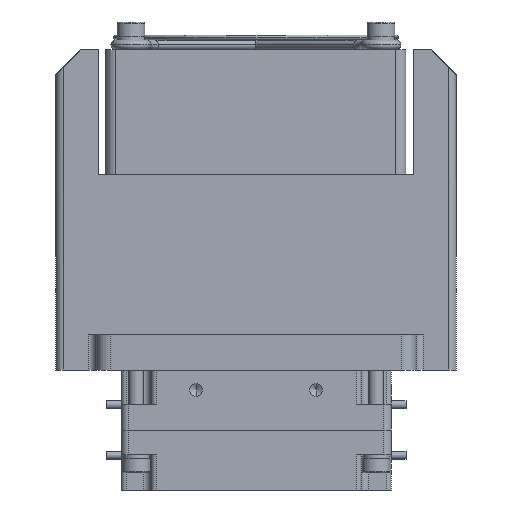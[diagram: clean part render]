
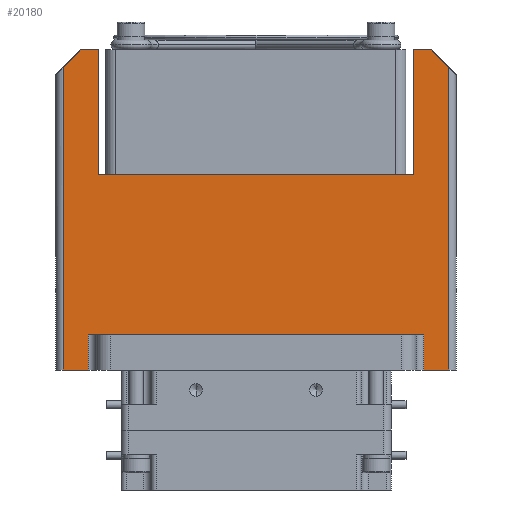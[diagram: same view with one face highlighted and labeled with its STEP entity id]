
A CAD part, front view. The second image highlights one B-rep face of the part: STEP entity #20180.
In plain terms, the highlighted planar face has unit normal (0, -1, 0).
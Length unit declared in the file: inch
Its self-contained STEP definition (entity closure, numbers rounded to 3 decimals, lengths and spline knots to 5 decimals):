
#1188 = CARTESIAN_POINT ( 'NONE',  ( 2.43569, -1.2949, 0.23622 ) ) ;
#3341 = CARTESIAN_POINT ( 'NONE',  ( -0.65486, -1.2949, 2.75591 ) ) ;
#3908 = VERTEX_POINT ( 'NONE', #16606 ) ;
#4172 = ORIENTED_EDGE ( 'NONE', *, *, #31308, .F. ) ;
#5000 = EDGE_CURVE ( 'NONE', #51180, #19364, #10980, .T. ) ;
#5359 = EDGE_CURVE ( 'NONE', #19353, #46375, #25267, .T. ) ;
#7116 = VECTOR ( 'NONE', #51531, 39.37008 ) ;
#7494 = VECTOR ( 'NONE', #29260, 39.37008 ) ;
#7919 = VERTEX_POINT ( 'NONE', #21598 ) ;
#9088 = EDGE_CURVE ( 'NONE', #19353, #17609, #59126, .T. ) ;
#9093 = VECTOR ( 'NONE', #16418, 39.37008 ) ;
#10303 = VECTOR ( 'NONE', #42539, 39.37008 ) ;
#10980 = LINE ( 'NONE', #26640, #7116 ) ;
#11687 = VECTOR ( 'NONE', #58514, 39.37008 ) ;
#11726 = CARTESIAN_POINT ( 'NONE',  ( 2.43569, -1.2949, 2.75591 ) ) ;
#12836 = DIRECTION ( 'NONE',  ( -1., 0., 0. ) ) ;
#12972 = LINE ( 'NONE', #27333, #54562 ) ;
#13348 = ORIENTED_EDGE ( 'NONE', *, *, #5359, .F. ) ;
#14925 = CARTESIAN_POINT ( 'NONE',  ( 2.17978, -1.2949, 0.51181 ) ) ;
#14972 = CARTESIAN_POINT ( 'NONE',  ( -0.45801, -1.2949, 2.75591 ) ) ;
#16123 = CARTESIAN_POINT ( 'NONE',  ( 2.17978, -1.2949, 0.23622 ) ) ;
#16418 = DIRECTION ( 'NONE',  ( -1., 0., 0. ) ) ;
#16606 = CARTESIAN_POINT ( 'NONE',  ( 2.37663, -1.2949, 2.61811 ) ) ;
#16785 = VECTOR ( 'NONE', #23781, 39.37008 ) ;
#17084 = VECTOR ( 'NONE', #46847, 39.37008 ) ;
#17394 = LINE ( 'NONE', #21334, #26739 ) ;
#17609 = VERTEX_POINT ( 'NONE', #20275 ) ;
#18127 = AXIS2_PLACEMENT_3D ( 'NONE', #11726, #52277, #36577 ) ;
#19353 = VERTEX_POINT ( 'NONE', #21483 ) ;
#19364 = VERTEX_POINT ( 'NONE', #41420 ) ;
#19578 = VERTEX_POINT ( 'NONE', #26359 ) ;
#19858 = LINE ( 'NONE', #14972, #16785 ) ;
#20180 = ADVANCED_FACE ( 'NONE', ( #54921 ), #60137, .T. ) ;
#20275 = CARTESIAN_POINT ( 'NONE',  ( -0.65486, -1.2949, 0.23622 ) ) ;
#21334 = CARTESIAN_POINT ( 'NONE',  ( -0.37927, -1.2949, 1.77165 ) ) ;
#21483 = CARTESIAN_POINT ( 'NONE',  ( -0.65486, -1.2949, 2.61811 ) ) ;
#21598 = CARTESIAN_POINT ( 'NONE',  ( 2.23884, -1.2949, 2.75591 ) ) ;
#21983 = EDGE_CURVE ( 'NONE', #7919, #54046, #39104, .T. ) ;
#22288 = DIRECTION ( 'NONE',  ( 0., 0., 1. ) ) ;
#23542 = ORIENTED_EDGE ( 'NONE', *, *, #41907, .F. ) ;
#23609 = CARTESIAN_POINT ( 'NONE',  ( 2.43569, -1.2949, 0.23622 ) ) ;
#23781 = DIRECTION ( 'NONE',  ( 0., 0., -1. ) ) ;
#24110 = DIRECTION ( 'NONE',  ( -1., 0., 0. ) ) ;
#25267 = LINE ( 'NONE', #40905, #36363 ) ;
#26234 = DIRECTION ( 'NONE',  ( 0.707, 0., 0.707 ) ) ;
#26359 = CARTESIAN_POINT ( 'NONE',  ( 2.37663, -1.2949, 0.23622 ) ) ;
#26640 = CARTESIAN_POINT ( 'NONE',  ( 2.43569, -1.2949, 0.51181 ) ) ;
#26739 = VECTOR ( 'NONE', #22288, 39.37008 ) ;
#27333 = CARTESIAN_POINT ( 'NONE',  ( 2.17978, -1.2949, 2.75591 ) ) ;
#28651 = VERTEX_POINT ( 'NONE', #29395 ) ;
#29079 = DIRECTION ( 'NONE',  ( -0.707, 0., 0.707 ) ) ;
#29260 = DIRECTION ( 'NONE',  ( -1., 0., 0. ) ) ;
#29395 = CARTESIAN_POINT ( 'NONE',  ( -0.37927, -1.2949, 2.75591 ) ) ;
#29561 = ORIENTED_EDGE ( 'NONE', *, *, #59541, .F. ) ;
#31308 = EDGE_CURVE ( 'NONE', #51057, #54046, #43452, .T. ) ;
#31512 = CARTESIAN_POINT ( 'NONE',  ( -0.45801, -1.2949, 0.23622 ) ) ;
#33616 = CARTESIAN_POINT ( 'NONE',  ( 2.43569, -1.2949, 2.75591 ) ) ;
#33948 = LINE ( 'NONE', #33616, #56115 ) ;
#34562 = ORIENTED_EDGE ( 'NONE', *, *, #39314, .F. ) ;
#36363 = VECTOR ( 'NONE', #26234, 39.37008 ) ;
#36365 = EDGE_CURVE ( 'NONE', #41611, #28651, #17394, .T. ) ;
#36431 = EDGE_CURVE ( 'NONE', #61310, #17609, #57622, .T. ) ;
#36577 = DIRECTION ( 'NONE',  ( 0., 0., 1. ) ) ;
#37491 = DIRECTION ( 'NONE',  ( 0., 0., -1. ) ) ;
#37947 = ORIENTED_EDGE ( 'NONE', *, *, #5000, .F. ) ;
#38060 = ORIENTED_EDGE ( 'NONE', *, *, #36365, .T. ) ;
#38371 = VECTOR ( 'NONE', #54265, 39.37008 ) ;
#38445 = ORIENTED_EDGE ( 'NONE', *, *, #51781, .T. ) ;
#39097 = ORIENTED_EDGE ( 'NONE', *, *, #36431, .F. ) ;
#39104 = LINE ( 'NONE', #58720, #7494 ) ;
#39314 = EDGE_CURVE ( 'NONE', #19364, #61310, #19858, .T. ) ;
#40905 = CARTESIAN_POINT ( 'NONE',  ( 0.95931, -1.2949, 4.23228 ) ) ;
#41165 = ORIENTED_EDGE ( 'NONE', *, *, #62462, .T. ) ;
#41241 = LINE ( 'NONE', #61211, #9093 ) ;
#41321 = CARTESIAN_POINT ( 'NONE',  ( -0.37927, -1.2949, 1.77165 ) ) ;
#41420 = CARTESIAN_POINT ( 'NONE',  ( -0.45801, -1.2949, 0.51181 ) ) ;
#41611 = VERTEX_POINT ( 'NONE', #41321 ) ;
#41780 = ORIENTED_EDGE ( 'NONE', *, *, #9088, .T. ) ;
#41880 = LINE ( 'NONE', #61844, #10303 ) ;
#41907 = EDGE_CURVE ( 'NONE', #19578, #58646, #50819, .T. ) ;
#42539 = DIRECTION ( 'NONE',  ( 0., 0., -1. ) ) ;
#43452 = LINE ( 'NONE', #53337, #11687 ) ;
#43656 = CARTESIAN_POINT ( 'NONE',  ( 2.10104, -1.2949, 1.77165 ) ) ;
#43688 = ORIENTED_EDGE ( 'NONE', *, *, #62697, .T. ) ;
#43777 = VECTOR ( 'NONE', #29079, 39.37008 ) ;
#44707 = CARTESIAN_POINT ( 'NONE',  ( -0.51707, -1.2949, 2.75591 ) ) ;
#44811 = LINE ( 'NONE', #54948, #43777 ) ;
#46375 = VERTEX_POINT ( 'NONE', #44707 ) ;
#46847 = DIRECTION ( 'NONE',  ( -1., 0., 0. ) ) ;
#47583 = CARTESIAN_POINT ( 'NONE',  ( 2.10104, -1.2949, 2.75591 ) ) ;
#48764 = ORIENTED_EDGE ( 'NONE', *, *, #21983, .T. ) ;
#50467 = EDGE_LOOP ( 'NONE', ( #29561, #52462, #48764, #4172, #41165, #38060, #43688, #13348, #41780, #39097, #34562, #37947, #38445, #23542 ) ) ;
#50819 = LINE ( 'NONE', #1188, #17084 ) ;
#51057 = VERTEX_POINT ( 'NONE', #43656 ) ;
#51180 = VERTEX_POINT ( 'NONE', #14925 ) ;
#51531 = DIRECTION ( 'NONE',  ( -1., 0., 0. ) ) ;
#51781 = EDGE_CURVE ( 'NONE', #51180, #58646, #12972, .T. ) ;
#52277 = DIRECTION ( 'NONE',  ( 0., -1., 0. ) ) ;
#52462 = ORIENTED_EDGE ( 'NONE', *, *, #63437, .T. ) ;
#53337 = CARTESIAN_POINT ( 'NONE',  ( 2.10104, -1.2949, 1.77165 ) ) ;
#54046 = VERTEX_POINT ( 'NONE', #47583 ) ;
#54265 = DIRECTION ( 'NONE',  ( 0., 0., -1. ) ) ;
#54562 = VECTOR ( 'NONE', #37491, 39.37008 ) ;
#54921 = FACE_OUTER_BOUND ( 'NONE', #50467, .T. ) ;
#54948 = CARTESIAN_POINT ( 'NONE',  ( 2.33726, -1.2949, 2.65748 ) ) ;
#56115 = VECTOR ( 'NONE', #24110, 39.37008 ) ;
#57622 = LINE ( 'NONE', #23609, #60216 ) ;
#58514 = DIRECTION ( 'NONE',  ( 0., 0., 1. ) ) ;
#58646 = VERTEX_POINT ( 'NONE', #16123 ) ;
#58720 = CARTESIAN_POINT ( 'NONE',  ( 2.43569, -1.2949, 2.75591 ) ) ;
#59126 = LINE ( 'NONE', #3341, #38371 ) ;
#59541 = EDGE_CURVE ( 'NONE', #3908, #19578, #41880, .T. ) ;
#60137 = PLANE ( 'NONE',  #18127 ) ;
#60216 = VECTOR ( 'NONE', #12836, 39.37008 ) ;
#61211 = CARTESIAN_POINT ( 'NONE',  ( 2.43569, -1.2949, 1.77165 ) ) ;
#61310 = VERTEX_POINT ( 'NONE', #31512 ) ;
#61844 = CARTESIAN_POINT ( 'NONE',  ( 2.37663, -1.2949, 2.75591 ) ) ;
#62462 = EDGE_CURVE ( 'NONE', #51057, #41611, #41241, .T. ) ;
#62697 = EDGE_CURVE ( 'NONE', #28651, #46375, #33948, .T. ) ;
#63437 = EDGE_CURVE ( 'NONE', #3908, #7919, #44811, .T. ) ;
